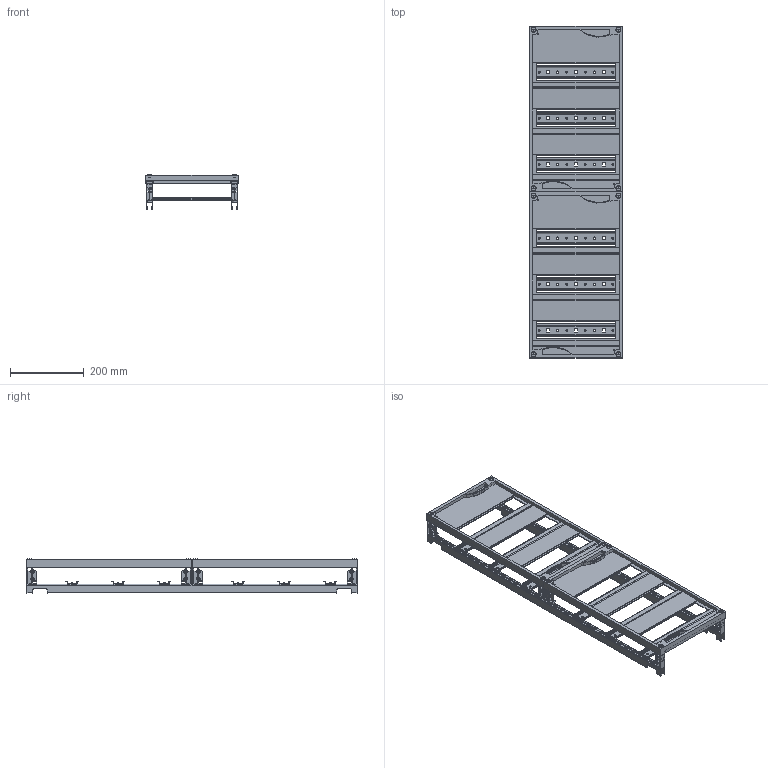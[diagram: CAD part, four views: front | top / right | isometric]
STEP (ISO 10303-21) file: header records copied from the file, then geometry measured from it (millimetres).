
FILE_DESCRIPTION(('STEP AP214'),'1');
FILE_NAME('cctmp_3416B33C-0A77-4255-BF2F-20A6B19A4BF0_2023_07_22_14_40_43_0247..stp','2023-07-22T12:40:46',('SIEMENS A&D'),('CADClick - www.CADClick.com'),'Spatial InterOp 3D postprocessed',' ','unknown authorization');
FILE_SCHEMA(('AUTOMOTIVE_DESIGN'));
Length unit declared in the file: millimetre
Products named in the file (39): cc_unnamed; 2023_07_22_14_40_43_0142; 2023_07_22_14_40_43_0138; 2023_07_22_14_40_43_0134; 2023_07_22_14_40_43_0130; 2023_07_22_14_40_43_0126; 2023_07_22_14_40_43_0122; 2023_07_22_14_40_43_0118; 2023_07_22_14_40_43_0114; 2023_07_22_14_40_43_0110; 2023_07_22_14_40_43_0106; 2023_07_22_14_40_43_0102; 2023_07_22_14_40_43_0099; 2023_07_22_14_40_43_0096; 2023_07_22_14_40_43_0092; 2023_07_22_14_40_43_0088; 2023_07_22_14_40_43_0084; 2023_07_22_14_40_43_0081; 2023_07_22_14_40_43_0077; 2023_07_22_14_40_43_0074; 2023_07_22_14_40_43_0070; 2023_07_22_14_40_43_0066; 2023_07_22_14_40_43_0063; 2023_07_22_14_40_43_0059; 2023_07_22_14_40_43_0055; 2023_07_22_14_40_43_0051; 2023_07_22_14_40_43_0047; 2023_07_22_14_40_43_0044; 2023_07_22_14_40_43_0040; 2023_07_22_14_40_43_0036; 2023_07_22_14_40_43_0032; 2023_07_22_14_40_43_0028; 2023_07_22_14_40_43_0024; 2023_07_22_14_40_43_0020; 2023_07_22_14_40_43_0017; 2023_07_22_14_40_43_0013; 2023_07_22_14_40_43_0009; 2023_07_22_14_40_43_0005; 2023_07_22_14_40_43_0002
Assembly tree (38 placements, depth 2):
  cc_unnamed
    2023_07_22_14_40_43_0142
    2023_07_22_14_40_43_0138
    2023_07_22_14_40_43_0134
    2023_07_22_14_40_43_0130
    2023_07_22_14_40_43_0126
    2023_07_22_14_40_43_0122
    2023_07_22_14_40_43_0118
    2023_07_22_14_40_43_0114
    2023_07_22_14_40_43_0110
    2023_07_22_14_40_43_0106
    2023_07_22_14_40_43_0102
    2023_07_22_14_40_43_0099
    2023_07_22_14_40_43_0096
    2023_07_22_14_40_43_0092
    2023_07_22_14_40_43_0088
    2023_07_22_14_40_43_0084
    2023_07_22_14_40_43_0081
    2023_07_22_14_40_43_0077
    2023_07_22_14_40_43_0074
    2023_07_22_14_40_43_0070
    2023_07_22_14_40_43_0066
    2023_07_22_14_40_43_0063
    2023_07_22_14_40_43_0059
    2023_07_22_14_40_43_0055
    2023_07_22_14_40_43_0051
    2023_07_22_14_40_43_0047
    2023_07_22_14_40_43_0044
    2023_07_22_14_40_43_0040
    2023_07_22_14_40_43_0036
    2023_07_22_14_40_43_0032
    2023_07_22_14_40_43_0028
    2023_07_22_14_40_43_0024
    2023_07_22_14_40_43_0020
    2023_07_22_14_40_43_0017
    2023_07_22_14_40_43_0013
    2023_07_22_14_40_43_0009
    2023_07_22_14_40_43_0005
    2023_07_22_14_40_43_0002
Bounding box: 250 x 900 x 92.81 mm (x, y, z)
Volume: 1235054.6 mm3; surface area: 928642.4 mm2
Topology: 38 solids, 38 shells, 3750 faces, 10566 edges, 6936 vertices
Faces by surface type: plane 2320, cylinder 1358, torus 32, sphere 24, cone 16
Entity records: 136173 total; most frequent: CARTESIAN_POINT 22819, DIRECTION 21392, ORIENTED_EDGE 21196, EDGE_CURVE 10598, AXIS2_PLACEMENT_3D 7157, LINE 7078, VECTOR 7078, VERTEX_POINT 6968
